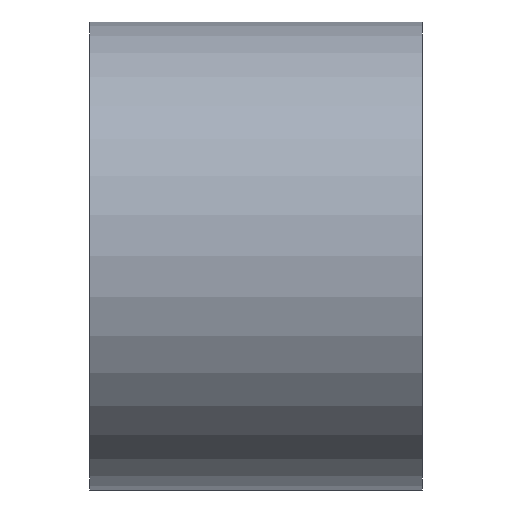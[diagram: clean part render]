
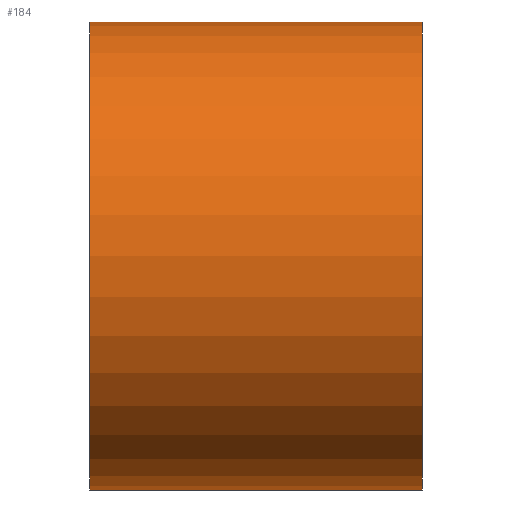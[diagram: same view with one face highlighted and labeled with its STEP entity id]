
A CAD part, left-side view. The second image highlights one B-rep face of the part: STEP entity #184.
In plain terms, the highlighted cylindrical face has radius 285.35 mm (diameter 570.7 mm), a partial arc.
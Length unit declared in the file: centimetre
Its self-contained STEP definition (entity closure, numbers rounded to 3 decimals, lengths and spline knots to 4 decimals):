
#10 = DIRECTION ( 'NONE',  ( 0., 1., 0. ) ) ;
#11 = CIRCLE ( 'NONE', #43, 28.535 ) ;
#14 = CYLINDRICAL_SURFACE ( 'NONE', #27, 28.535 ) ;
#18 = ORIENTED_EDGE ( 'NONE', *, *, #154, .T. ) ;
#22 = CARTESIAN_POINT ( 'NONE',  ( 0., 0., 28.535 ) ) ;
#27 = AXIS2_PLACEMENT_3D ( 'NONE', #69, #74, #132 ) ;
#28 = CARTESIAN_POINT ( 'NONE',  ( 0., 40.5, -28.535 ) ) ;
#31 = ORIENTED_EDGE ( 'NONE', *, *, #126, .F. ) ;
#35 = LINE ( 'NONE', #48, #112 ) ;
#41 = EDGE_CURVE ( 'NONE', #138, #61, #35, .T. ) ;
#43 = AXIS2_PLACEMENT_3D ( 'NONE', #173, #10, #189 ) ;
#47 = CARTESIAN_POINT ( 'NONE',  ( 0., 0., -28.535 ) ) ;
#48 = CARTESIAN_POINT ( 'NONE',  ( 0., 40.5, 28.535 ) ) ;
#49 = EDGE_LOOP ( 'NONE', ( #151, #31, #18, #196 ) ) ;
#50 = CARTESIAN_POINT ( 'NONE',  ( 0., 40.5, -28.535 ) ) ;
#53 = CIRCLE ( 'NONE', #103, 28.535 ) ;
#61 = VERTEX_POINT ( 'NONE', #22 ) ;
#66 = VERTEX_POINT ( 'NONE', #47 ) ;
#69 = CARTESIAN_POINT ( 'NONE',  ( 0., 40.5, 0. ) ) ;
#70 = VECTOR ( 'NONE', #82, 100. ) ;
#71 = CARTESIAN_POINT ( 'NONE',  ( 0., 40.5, 28.535 ) ) ;
#74 = DIRECTION ( 'NONE',  ( 0., -1., 0. ) ) ;
#82 = DIRECTION ( 'NONE',  ( 0., -1., 0. ) ) ;
#87 = DIRECTION ( 'NONE',  ( 0., 1., 0. ) ) ;
#103 = AXIS2_PLACEMENT_3D ( 'NONE', #145, #87, #176 ) ;
#108 = VERTEX_POINT ( 'NONE', #50 ) ;
#112 = VECTOR ( 'NONE', #157, 100. ) ;
#117 = FACE_OUTER_BOUND ( 'NONE', #49, .T. ) ;
#119 = EDGE_CURVE ( 'NONE', #66, #61, #11, .T. ) ;
#126 = EDGE_CURVE ( 'NONE', #108, #138, #53, .T. ) ;
#132 = DIRECTION ( 'NONE',  ( 0., 0., -1. ) ) ;
#138 = VERTEX_POINT ( 'NONE', #71 ) ;
#145 = CARTESIAN_POINT ( 'NONE',  ( 0., 40.5, 0. ) ) ;
#148 = LINE ( 'NONE', #28, #70 ) ;
#151 = ORIENTED_EDGE ( 'NONE', *, *, #41, .F. ) ;
#154 = EDGE_CURVE ( 'NONE', #108, #66, #148, .T. ) ;
#157 = DIRECTION ( 'NONE',  ( 0., -1., 0. ) ) ;
#173 = CARTESIAN_POINT ( 'NONE',  ( 0., 0., 0. ) ) ;
#176 = DIRECTION ( 'NONE',  ( 0., 0., 1. ) ) ;
#184 = ADVANCED_FACE ( 'NONE', ( #117 ), #14, .T. ) ;
#189 = DIRECTION ( 'NONE',  ( 0., 0., 1. ) ) ;
#196 = ORIENTED_EDGE ( 'NONE', *, *, #119, .T. ) ;
